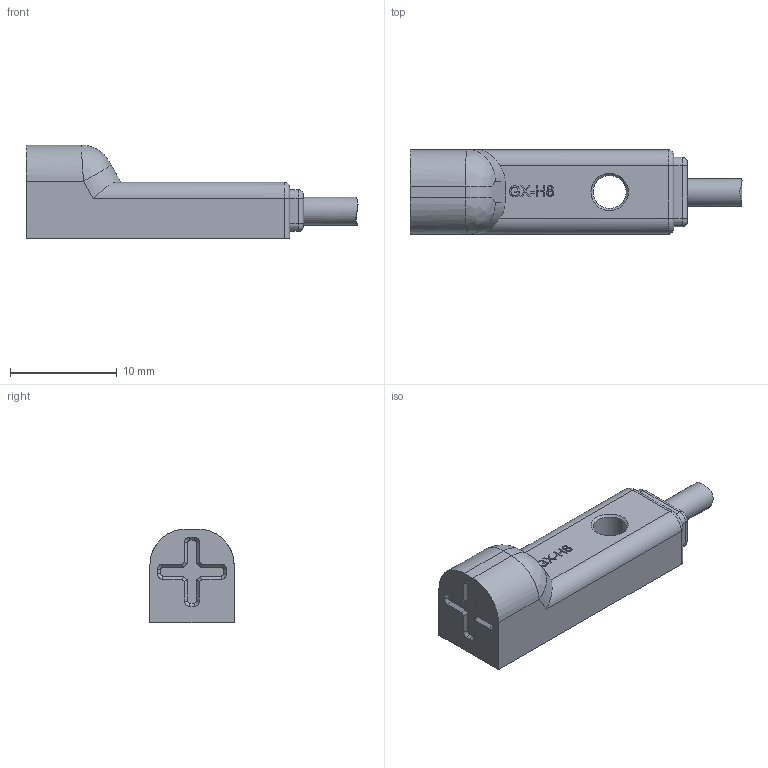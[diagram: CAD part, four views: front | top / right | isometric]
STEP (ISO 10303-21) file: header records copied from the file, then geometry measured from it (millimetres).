
FILE_DESCRIPTION(/* description */ (''),/* implementation_level */ '2;1');
FILE_NAME(/* name */ 'GX-H8 v2.step',/* time_stamp */ '2023-11-12T21:10:49+01:00',/* author */ (''),/* organization */ (''),/* preprocessor_version */ 'ST-DEVELOPER v20',/* originating_system */ 'Autodesk Translation Framework v12.14.0.127',/* authorisation */ '');
FILE_SCHEMA (('AUTOMOTIVE_DESIGN { 1 0 10303 214 3 1 1 }'));
Length unit declared in the file: millimetre
Products named in the file (1): GX-H8
Bounding box: 31.1 x 7.9 x 8.8 mm (x, y, z)
Volume: 1199.9 mm3; surface area: 943.2 mm2
Topology: 3 solids, 3 shells, 171 faces, 455 edges, 298 vertices
Faces by surface type: plane 69, bspline 67, cylinder 20, cone 13, torus 2
Full cylindrical faces by diameter (mm): 2.6 x1, 3.1 x1
Entity records: 6060 total; most frequent: CARTESIAN_POINT 2148, ORIENTED_EDGE 910, DIRECTION 603, EDGE_CURVE 455, VERTEX_POINT 298, LINE 253, VECTOR 253, EDGE_LOOP 181
